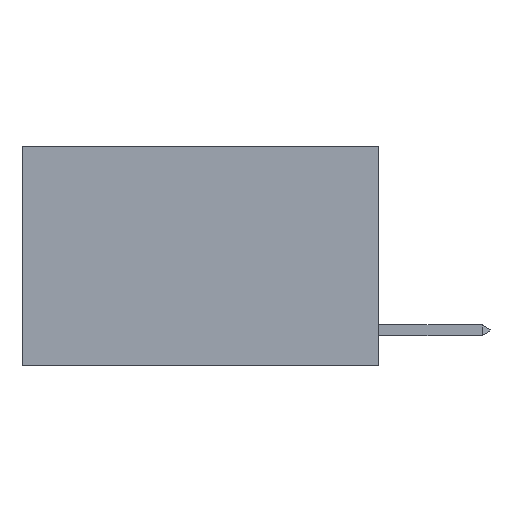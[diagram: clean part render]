
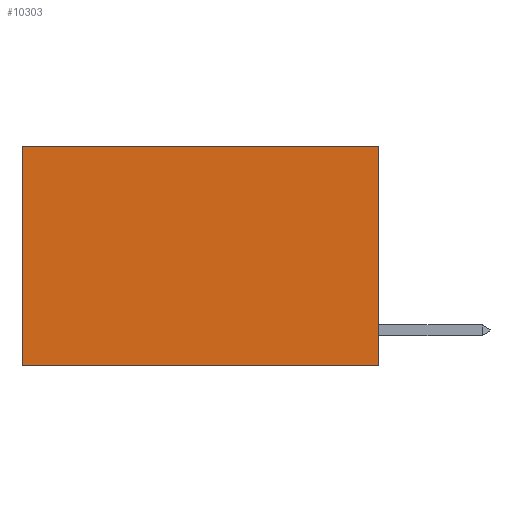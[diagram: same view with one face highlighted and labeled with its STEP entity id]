
A CAD part, left-side view. The second image highlights one B-rep face of the part: STEP entity #10303.
In plain terms, the highlighted planar face has unit normal (-1, 0, 0).
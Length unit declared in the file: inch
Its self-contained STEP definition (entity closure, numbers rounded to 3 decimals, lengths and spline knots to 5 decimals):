
#405 = DIRECTION ( 'NONE',  ( 0., 1., 0. ) ) ;
#516 = VECTOR ( 'NONE', #405, 39.37008 ) ;
#1603 = EDGE_CURVE ( 'NONE', #15975, #15113, #13381, .T. ) ;
#2696 = EDGE_LOOP ( 'NONE', ( #4615, #5673, #9676, #10369 ) ) ;
#2702 = CARTESIAN_POINT ( 'NONE',  ( 0.2625, 0., 0. ) ) ;
#3407 = VECTOR ( 'NONE', #12235, 39.37008 ) ;
#3501 = VECTOR ( 'NONE', #10274, 39.37008 ) ;
#3794 = LINE ( 'NONE', #8365, #516 ) ;
#4615 = ORIENTED_EDGE ( 'NONE', *, *, #1603, .T. ) ;
#4683 = VERTEX_POINT ( 'NONE', #15274 ) ;
#4993 = LINE ( 'NONE', #16492, #8758 ) ;
#5673 = ORIENTED_EDGE ( 'NONE', *, *, #15749, .F. ) ;
#6355 = PLANE ( 'NONE',  #16524 ) ;
#7526 = CARTESIAN_POINT ( 'NONE',  ( 0.2625, 0.6, -0.37 ) ) ;
#8007 = CARTESIAN_POINT ( 'NONE',  ( 0.2625, 0.6, 0. ) ) ;
#8365 = CARTESIAN_POINT ( 'NONE',  ( 0.2625, 0., 0. ) ) ;
#8758 = VECTOR ( 'NONE', #9088, 39.37008 ) ;
#8918 = DIRECTION ( 'NONE',  ( 0., 0., -1. ) ) ;
#9088 = DIRECTION ( 'NONE',  ( 0., 1., 0. ) ) ;
#9676 = ORIENTED_EDGE ( 'NONE', *, *, #11975, .F. ) ;
#10274 = DIRECTION ( 'NONE',  ( 0., 0., -1. ) ) ;
#10303 = ADVANCED_FACE ( 'NONE', ( #12028 ), #6355, .F. ) ;
#10369 = ORIENTED_EDGE ( 'NONE', *, *, #14933, .T. ) ;
#10711 = CARTESIAN_POINT ( 'NONE',  ( 0.2625, 0.6, 0. ) ) ;
#11975 = EDGE_CURVE ( 'NONE', #14244, #4683, #12700, .T. ) ;
#12028 = FACE_OUTER_BOUND ( 'NONE', #2696, .T. ) ;
#12235 = DIRECTION ( 'NONE',  ( 0., 0., -1. ) ) ;
#12700 = LINE ( 'NONE', #2702, #3501 ) ;
#13381 = LINE ( 'NONE', #8007, #3407 ) ;
#14120 = CARTESIAN_POINT ( 'NONE',  ( 0.2625, 0., 0. ) ) ;
#14244 = VERTEX_POINT ( 'NONE', #14120 ) ;
#14933 = EDGE_CURVE ( 'NONE', #14244, #15975, #3794, .T. ) ;
#15060 = CARTESIAN_POINT ( 'NONE',  ( 0.2625, 0., 0. ) ) ;
#15113 = VERTEX_POINT ( 'NONE', #7526 ) ;
#15274 = CARTESIAN_POINT ( 'NONE',  ( 0.2625, 0., -0.37 ) ) ;
#15749 = EDGE_CURVE ( 'NONE', #4683, #15113, #4993, .T. ) ;
#15975 = VERTEX_POINT ( 'NONE', #10711 ) ;
#16331 = DIRECTION ( 'NONE',  ( 1., 0., 0. ) ) ;
#16492 = CARTESIAN_POINT ( 'NONE',  ( 0.2625, 0., -0.37 ) ) ;
#16524 = AXIS2_PLACEMENT_3D ( 'NONE', #15060, #16331, #8918 ) ;
